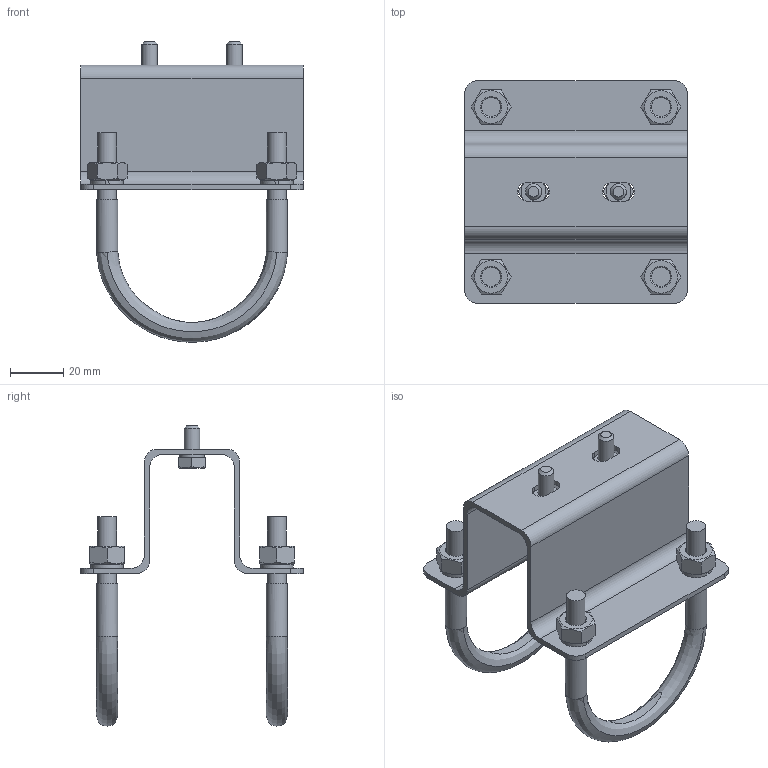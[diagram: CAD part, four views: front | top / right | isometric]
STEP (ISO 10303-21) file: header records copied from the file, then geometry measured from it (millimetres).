
FILE_DESCRIPTION(('STEP AP214'), '1');
FILE_NAME('ﾊ煇鳫 ﾒ1', '2023-08-03T12:07:40', ('admin'), (''), 'ASCON STEP Converter 1.6', 'ASCON Math Kernel', '');
FILE_SCHEMA(('AUTOMOTIVE_DESIGN { 1 0 10303 214 3 1 1}'));
Length unit declared in the file: millimetre
Bounding box: 84 x 84 x 113.3 mm (x, y, z)
Volume: 50525.3 mm3; surface area: 40222.7 mm2
Topology: 1 solids, 1 shells, 168 faces, 438 edges, 280 vertices
Faces by surface type: plane 94, cylinder 48, cone 20, bspline 4, torus 2
Full cylindrical faces by diameter (mm): 6 x2, 7.1 x8, 8 x4, 9 x4
Entity records: 10115 total; most frequent: CARTESIAN_POINT 4837, ORIENTED_EDGE 796, DIRECTION 770, EDGE_CURVE 398, AXIS2_PLACEMENT_3D 309, VERTEX_POINT 280, EDGE_LOOP 240, FACE_BOUND 196
